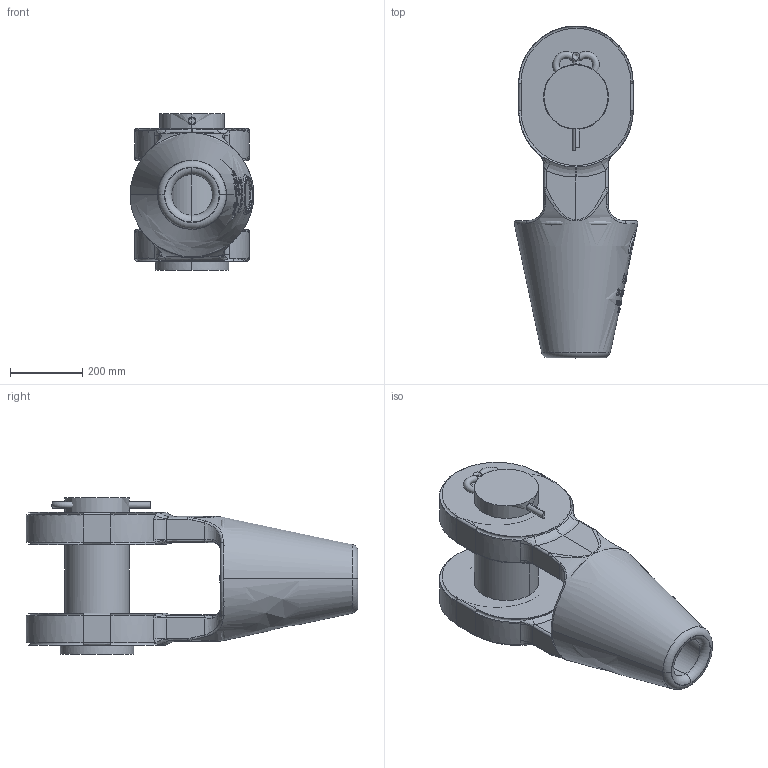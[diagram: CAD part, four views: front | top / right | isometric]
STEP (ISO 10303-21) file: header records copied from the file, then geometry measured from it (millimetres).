
FILE_DESCRIPTION((''),'2;1');
FILE_NAME('CROSBY_416_400_1041731-1041740','2011-08-31T',('Alan Doughty'),('The Crosby Group LLC'),'PRO/ENGINEER BY PARAMETRIC TECHNOLOGY CORPORATION, 2010230','PRO/ENGINEER BY PARAMETRIC TECHNOLOGY CORPORATION, 2010230','');
FILE_SCHEMA(('CONFIG_CONTROL_DESIGN'));
Products named in the file (1): CROSBY_416_400_1041731-1041740
Bounding box: 342.82 x 920.75 x 434.98 mm (x, y, z)
Surface area: 2152810.5 mm2 (no closed solid volume)
Topology: 0 solids, 0 shells, 727 faces, 3918 edges, 3897 vertices
Faces by surface type: bspline 696, torus 31
Entity records: 64975 total; most frequent: CARTESIAN_POINT 38064, DEFINITIONAL_REPRESENTATION 3876, PCURVE 3876, COMPOSITE_CURVE_SEGMENT 3876, B_SPLINE_CURVE_WITH_KNOTS 3485, DIRECTION 2575, TRIMMED_CURVE 2329, VECTOR 2145
